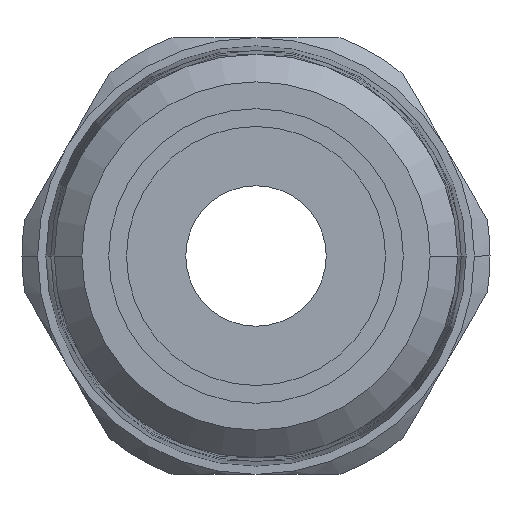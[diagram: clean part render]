
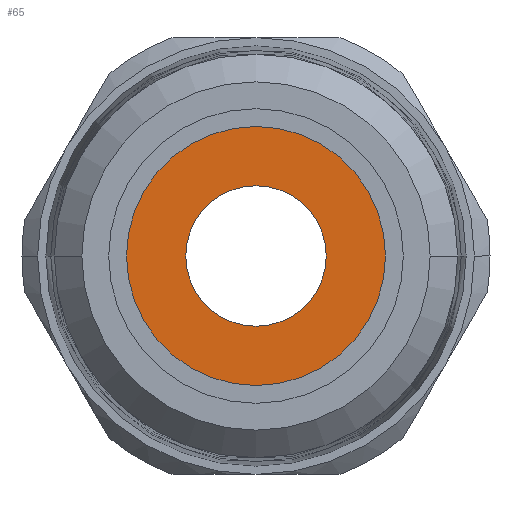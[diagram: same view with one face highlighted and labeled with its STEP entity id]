
A CAD part, front view. The second image highlights one B-rep face of the part: STEP entity #65.
In plain terms, the highlighted planar face has unit normal (0, -1, 0).
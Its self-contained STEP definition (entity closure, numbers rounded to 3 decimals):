
#65=ADVANCED_FACE('',(#141,#142),#143,.T.);
#141=FACE_BOUND('',#260,.T.);
#142=FACE_OUTER_BOUND('',#261,.T.);
#143=PLANE('',#262);
#260=EDGE_LOOP('',(#473,#474));
#261=EDGE_LOOP('',(#475,#476));
#262=AXIS2_PLACEMENT_3D('',#477,#478,#479);
#473=ORIENTED_EDGE('',*,*,#800,.T.);
#474=ORIENTED_EDGE('',*,*,#799,.T.);
#475=ORIENTED_EDGE('',*,*,#805,.T.);
#476=ORIENTED_EDGE('',*,*,#789,.T.);
#477=CARTESIAN_POINT('',(0.0,0.0,0.0));
#478=DIRECTION('',(0.0,-1.0,0.0));
#479=DIRECTION('',(-1.0,0.0,0.0));
#789=EDGE_CURVE('',#947,#944,#948,.T.);
#799=EDGE_CURVE('',#961,#965,#967,.T.);
#800=EDGE_CURVE('',#965,#961,#968,.T.);
#805=EDGE_CURVE('',#944,#947,#973,.T.);
#944=VERTEX_POINT('',#1204);
#947=VERTEX_POINT('',#1208);
#948=CIRCLE('',#1209,4.149);
#961=VERTEX_POINT('',#1225);
#965=VERTEX_POINT('',#1230);
#967=CIRCLE('',#1233,2.25);
#968=CIRCLE('',#1234,2.25);
#973=CIRCLE('',#1239,4.149);
#1204=CARTESIAN_POINT('',(4.149,0.0,0.0));
#1208=CARTESIAN_POINT('',(-4.149,0.0,0.));
#1209=AXIS2_PLACEMENT_3D('',#1635,#1636,#1637);
#1225=CARTESIAN_POINT('',(2.25,0.0,0.));
#1230=CARTESIAN_POINT('',(-2.25,0.0,0.));
#1233=AXIS2_PLACEMENT_3D('',#1655,#1656,#1657);
#1234=AXIS2_PLACEMENT_3D('',#1658,#1659,#1660);
#1239=AXIS2_PLACEMENT_3D('',#1673,#1674,#1675);
#1635=CARTESIAN_POINT('',(0.0,0.0,0.0));
#1636=DIRECTION('',(0.0,-1.0,0.0));
#1637=DIRECTION('',(1.0,0.0,0.0));
#1655=CARTESIAN_POINT('',(0.0,0.0,0.0));
#1656=DIRECTION('',(-0.0,1.0,0.0));
#1657=DIRECTION('',(1.0,0.0,0.0));
#1658=CARTESIAN_POINT('',(0.0,0.0,0.0));
#1659=DIRECTION('',(-0.0,1.0,0.0));
#1660=DIRECTION('',(1.0,0.0,0.0));
#1673=CARTESIAN_POINT('',(0.0,0.0,0.0));
#1674=DIRECTION('',(0.0,-1.0,0.0));
#1675=DIRECTION('',(1.0,0.0,0.0));
